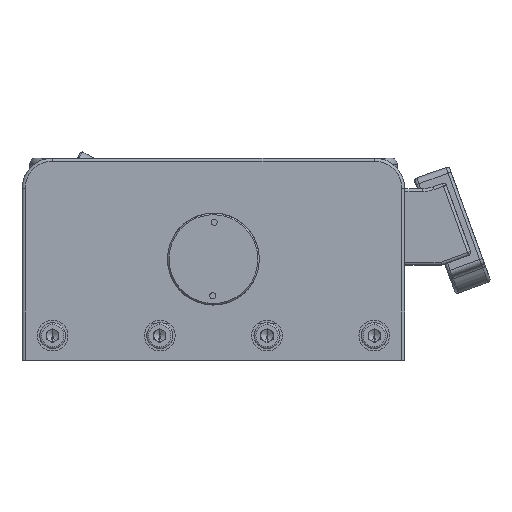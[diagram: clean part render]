
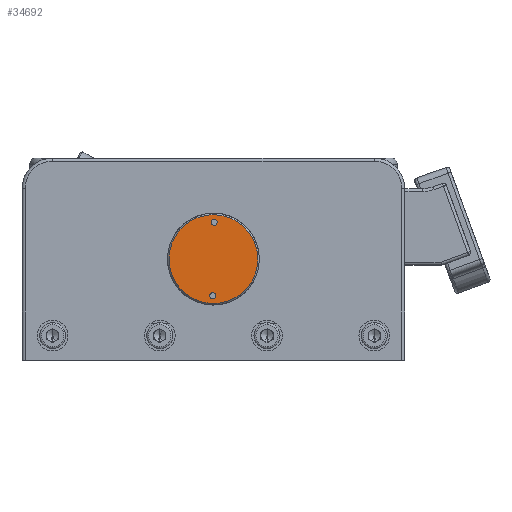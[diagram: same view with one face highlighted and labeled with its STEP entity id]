
A CAD part, left-side view. The second image highlights one B-rep face of the part: STEP entity #34692.
In plain terms, the highlighted planar face has unit normal (-1, 0, 0).
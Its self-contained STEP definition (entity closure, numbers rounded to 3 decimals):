
#113 = DIRECTION ( 'NONE',  ( -1., 0., 0. ) ) ;
#903 = DIRECTION ( 'NONE',  ( 0., -0.019, 1. ) ) ;
#1587 = AXIS2_PLACEMENT_3D ( 'NONE', #2874, #17058, #20969 ) ;
#2552 = FACE_BOUND ( 'NONE', #19968, .T. ) ;
#2874 = CARTESIAN_POINT ( 'NONE',  ( -113.5, 0., 33. ) ) ;
#3267 = AXIS2_PLACEMENT_3D ( 'NONE', #27204, #34236, #903 ) ;
#4592 = CIRCLE ( 'NONE', #34808, 14.5 ) ;
#4695 = CIRCLE ( 'NONE', #37551, 1. ) ;
#5442 = FACE_BOUND ( 'NONE', #37178, .T. ) ;
#7044 = AXIS2_PLACEMENT_3D ( 'NONE', #41540, #15583, #8694 ) ;
#7379 = CARTESIAN_POINT ( 'NONE',  ( -113.5, 0.245, 20.002 ) ) ;
#7717 = CIRCLE ( 'NONE', #3267, 1. ) ;
#8458 = CIRCLE ( 'NONE', #1587, 14.5 ) ;
#8694 = DIRECTION ( 'NONE',  ( 0., -0.019, 1. ) ) ;
#10804 = VERTEX_POINT ( 'NONE', #23412 ) ;
#11258 = EDGE_CURVE ( 'NONE', #10804, #41583, #4592, .T. ) ;
#11893 = DIRECTION ( 'NONE',  ( 0., -0.019, 1. ) ) ;
#12089 = DIRECTION ( 'NONE',  ( 0., -0.019, 1. ) ) ;
#12482 = AXIS2_PLACEMENT_3D ( 'NONE', #14258, #17645, #36319 ) ;
#14258 = CARTESIAN_POINT ( 'NONE',  ( -113.5, -0.226, 44.998 ) ) ;
#14687 = FACE_OUTER_BOUND ( 'NONE', #27168, .T. ) ;
#14857 = VERTEX_POINT ( 'NONE', #16625 ) ;
#15194 = CARTESIAN_POINT ( 'NONE',  ( -113.5, 0.208, 22.002 ) ) ;
#15545 = DIRECTION ( 'NONE',  ( -1., 0., 0. ) ) ;
#15583 = DIRECTION ( 'NONE',  ( -1., 0., 0. ) ) ;
#15598 = ORIENTED_EDGE ( 'NONE', *, *, #11258, .T. ) ;
#16308 = CIRCLE ( 'NONE', #41862, 1. ) ;
#16361 = CARTESIAN_POINT ( 'NONE',  ( -113.5, 0., 33. ) ) ;
#16625 = CARTESIAN_POINT ( 'NONE',  ( -113.5, -0.208, 43.998 ) ) ;
#17058 = DIRECTION ( 'NONE',  ( -1., 0., 0. ) ) ;
#17146 = CARTESIAN_POINT ( 'NONE',  ( -113.5, -0.274, 47.497 ) ) ;
#17645 = DIRECTION ( 'NONE',  ( -1., 0., 0. ) ) ;
#17982 = CARTESIAN_POINT ( 'NONE',  ( -113.5, 0.226, 21.002 ) ) ;
#19477 = DIRECTION ( 'NONE',  ( -1., 0., 0. ) ) ;
#19968 = EDGE_LOOP ( 'NONE', ( #41196, #30309 ) ) ;
#20674 = ORIENTED_EDGE ( 'NONE', *, *, #45741, .T. ) ;
#20701 = VERTEX_POINT ( 'NONE', #7379 ) ;
#20969 = DIRECTION ( 'NONE',  ( 0., -0.019, 1. ) ) ;
#21248 = ORIENTED_EDGE ( 'NONE', *, *, #42954, .F. ) ;
#23412 = CARTESIAN_POINT ( 'NONE',  ( -113.5, 0.274, 18.503 ) ) ;
#23750 = ORIENTED_EDGE ( 'NONE', *, *, #30452, .F. ) ;
#25012 = CIRCLE ( 'NONE', #12482, 1. ) ;
#26437 = DIRECTION ( 'NONE',  ( 0., -0.019, 1. ) ) ;
#27168 = EDGE_LOOP ( 'NONE', ( #15598, #20674 ) ) ;
#27204 = CARTESIAN_POINT ( 'NONE',  ( -113.5, 0.226, 21.002 ) ) ;
#30309 = ORIENTED_EDGE ( 'NONE', *, *, #33430, .F. ) ;
#30452 = EDGE_CURVE ( 'NONE', #46540, #14857, #25012, .T. ) ;
#33362 = EDGE_CURVE ( 'NONE', #46526, #20701, #16308, .T. ) ;
#33400 = CARTESIAN_POINT ( 'NONE',  ( -113.5, -0.245, 45.998 ) ) ;
#33430 = EDGE_CURVE ( 'NONE', #20701, #46526, #7717, .T. ) ;
#34236 = DIRECTION ( 'NONE',  ( -1., 0., 0. ) ) ;
#34268 = PLANE ( 'NONE',  #7044 ) ;
#34692 = ADVANCED_FACE ( 'NONE', ( #5442, #2552, #14687 ), #34268, .T. ) ;
#34808 = AXIS2_PLACEMENT_3D ( 'NONE', #16361, #19477, #12089 ) ;
#36319 = DIRECTION ( 'NONE',  ( 0., -0.019, 1. ) ) ;
#37154 = CARTESIAN_POINT ( 'NONE',  ( -113.5, -0.226, 44.998 ) ) ;
#37178 = EDGE_LOOP ( 'NONE', ( #23750, #21248 ) ) ;
#37551 = AXIS2_PLACEMENT_3D ( 'NONE', #37154, #113, #26437 ) ;
#41196 = ORIENTED_EDGE ( 'NONE', *, *, #33362, .F. ) ;
#41540 = CARTESIAN_POINT ( 'NONE',  ( -113.5, 0., 33. ) ) ;
#41583 = VERTEX_POINT ( 'NONE', #17146 ) ;
#41862 = AXIS2_PLACEMENT_3D ( 'NONE', #17982, #15545, #11893 ) ;
#42954 = EDGE_CURVE ( 'NONE', #14857, #46540, #4695, .T. ) ;
#45741 = EDGE_CURVE ( 'NONE', #41583, #10804, #8458, .T. ) ;
#46526 = VERTEX_POINT ( 'NONE', #15194 ) ;
#46540 = VERTEX_POINT ( 'NONE', #33400 ) ;
